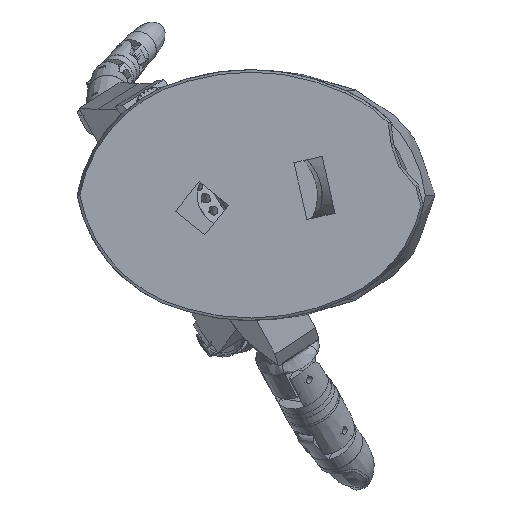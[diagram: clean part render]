
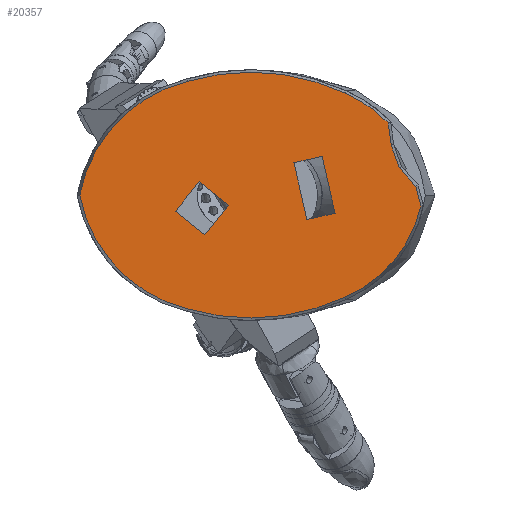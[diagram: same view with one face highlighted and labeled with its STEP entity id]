
A CAD part, front view. The second image highlights one B-rep face of the part: STEP entity #20357.
In plain terms, the highlighted planar face has unit normal (0, -1, 0).
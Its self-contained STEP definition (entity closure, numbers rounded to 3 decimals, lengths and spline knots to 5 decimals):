
#892=CIRCLE('',#22686,0.07534);
#893=CIRCLE('',#22687,0.04918);
#894=CIRCLE('',#22688,0.04918);
#895=CIRCLE('',#22689,0.07534);
#896=CIRCLE('',#22690,0.04381);
#897=CIRCLE('',#22691,0.04381);
#2382=LINE('',#44957,#3774);
#2383=LINE('',#44960,#3775);
#2384=LINE('',#44962,#3776);
#2385=LINE('',#44964,#3777);
#2386=LINE('',#44965,#3778);
#2387=LINE('',#44968,#3779);
#2388=LINE('',#44970,#3780);
#2389=LINE('',#44972,#3781);
#2390=LINE('',#44984,#3782);
#2391=LINE('',#44986,#3783);
#2392=LINE('',#44988,#3784);
#2393=LINE('',#44990,#3785);
#3774=VECTOR('',#27713,1.);
#3775=VECTOR('',#27714,1.);
#3776=VECTOR('',#27715,1.);
#3777=VECTOR('',#27716,1.);
#3778=VECTOR('',#27717,1.);
#3779=VECTOR('',#27718,1.);
#3780=VECTOR('',#27719,1.);
#3781=VECTOR('',#27720,1.);
#3782=VECTOR('',#27731,1.);
#3783=VECTOR('',#27732,1.);
#3784=VECTOR('',#27733,1.);
#3785=VECTOR('',#27734,1.);
#4343=PLANE('',#22685);
#10010=ORIENTED_EDGE('',*,*,#13116,.F.);
#10011=ORIENTED_EDGE('',*,*,#13117,.F.);
#10012=ORIENTED_EDGE('',*,*,#13118,.F.);
#10013=ORIENTED_EDGE('',*,*,#13119,.F.);
#10014=ORIENTED_EDGE('',*,*,#13120,.F.);
#10015=ORIENTED_EDGE('',*,*,#13121,.F.);
#10016=ORIENTED_EDGE('',*,*,#13122,.F.);
#10017=ORIENTED_EDGE('',*,*,#13123,.F.);
#10018=ORIENTED_EDGE('',*,*,#13124,.T.);
#10019=ORIENTED_EDGE('',*,*,#13125,.T.);
#10020=ORIENTED_EDGE('',*,*,#13126,.T.);
#10021=ORIENTED_EDGE('',*,*,#13127,.T.);
#10022=ORIENTED_EDGE('',*,*,#13128,.T.);
#10023=ORIENTED_EDGE('',*,*,#13129,.T.);
#10024=ORIENTED_EDGE('',*,*,#13130,.T.);
#10025=ORIENTED_EDGE('',*,*,#13131,.T.);
#10026=ORIENTED_EDGE('',*,*,#13132,.T.);
#10027=ORIENTED_EDGE('',*,*,#13133,.T.);
#13116=EDGE_CURVE('',#15172,#15173,#2382,.T.);
#13117=EDGE_CURVE('',#15174,#15172,#2383,.T.);
#13118=EDGE_CURVE('',#15175,#15174,#2384,.T.);
#13119=EDGE_CURVE('',#15173,#15175,#2385,.T.);
#13120=EDGE_CURVE('',#15176,#15177,#2386,.T.);
#13121=EDGE_CURVE('',#15178,#15176,#2387,.T.);
#13122=EDGE_CURVE('',#15179,#15178,#2388,.T.);
#13123=EDGE_CURVE('',#15177,#15179,#2389,.T.);
#13124=EDGE_CURVE('',#15180,#15181,#892,.T.);
#13125=EDGE_CURVE('',#15181,#15182,#893,.T.);
#13126=EDGE_CURVE('',#15182,#15183,#894,.T.);
#13127=EDGE_CURVE('',#15183,#15184,#895,.T.);
#13128=EDGE_CURVE('',#15184,#15185,#896,.T.);
#13129=EDGE_CURVE('',#15185,#15186,#2390,.T.);
#13130=EDGE_CURVE('',#15186,#15187,#2391,.T.);
#13131=EDGE_CURVE('',#15187,#15188,#2392,.T.);
#13132=EDGE_CURVE('',#15188,#15189,#2393,.T.);
#13133=EDGE_CURVE('',#15189,#15180,#897,.T.);
#15172=VERTEX_POINT('',#44958);
#15173=VERTEX_POINT('',#44959);
#15174=VERTEX_POINT('',#44961);
#15175=VERTEX_POINT('',#44963);
#15176=VERTEX_POINT('',#44966);
#15177=VERTEX_POINT('',#44967);
#15178=VERTEX_POINT('',#44969);
#15179=VERTEX_POINT('',#44971);
#15180=VERTEX_POINT('',#44974);
#15181=VERTEX_POINT('',#44975);
#15182=VERTEX_POINT('',#44977);
#15183=VERTEX_POINT('',#44979);
#15184=VERTEX_POINT('',#44981);
#15185=VERTEX_POINT('',#44983);
#15186=VERTEX_POINT('',#44985);
#15187=VERTEX_POINT('',#44987);
#15188=VERTEX_POINT('',#44989);
#15189=VERTEX_POINT('',#44991);
#17316=EDGE_LOOP('',(#10010,#10011,#10012,#10013));
#17317=EDGE_LOOP('',(#10014,#10015,#10016,#10017));
#17318=EDGE_LOOP('',(#10018,#10019,#10020,#10021,#10022,#10023,#10024,#10025,
#10026,#10027));
#18842=FACE_BOUND('',#17316,.T.);
#18843=FACE_BOUND('',#17317,.T.);
#18844=FACE_BOUND('',#17318,.T.);
#20357=ADVANCED_FACE('',(#18842,#18843,#18844),#4343,.T.);
#22685=AXIS2_PLACEMENT_3D('',#44956,#27711,#27712);
#22686=AXIS2_PLACEMENT_3D('',#44973,#27721,#27722);
#22687=AXIS2_PLACEMENT_3D('',#44976,#27723,#27724);
#22688=AXIS2_PLACEMENT_3D('',#44978,#27725,#27726);
#22689=AXIS2_PLACEMENT_3D('',#44980,#27727,#27728);
#22690=AXIS2_PLACEMENT_3D('',#44982,#27729,#27730);
#22691=AXIS2_PLACEMENT_3D('',#44992,#27735,#27736);
#27711=DIRECTION('',(0.,-1.,0.));
#27712=DIRECTION('',(-1.,0.,0.));
#27713=DIRECTION('',(-0.626,0.,-0.78));
#27714=DIRECTION('',(-0.78,0.,0.626));
#27715=DIRECTION('',(0.626,0.,0.78));
#27716=DIRECTION('',(0.78,0.,-0.626));
#27717=DIRECTION('',(0.222,0.,-0.975));
#27718=DIRECTION('',(-0.975,0.,-0.222));
#27719=DIRECTION('',(-0.222,0.,0.975));
#27720=DIRECTION('',(0.975,0.,0.222));
#27721=DIRECTION('',(0.,-1.,0.));
#27722=DIRECTION('',(-1.,0.,0.));
#27723=DIRECTION('',(0.,-1.,0.));
#27724=DIRECTION('',(-1.,0.,0.));
#27725=DIRECTION('',(0.,-1.,0.));
#27726=DIRECTION('',(-1.,0.,0.));
#27727=DIRECTION('',(0.,-1.,0.));
#27728=DIRECTION('',(-1.,0.,0.));
#27729=DIRECTION('',(0.,-1.,0.));
#27730=DIRECTION('',(-1.,0.,0.));
#27731=DIRECTION('',(-0.249,0.,0.968));
#27732=DIRECTION('',(-0.664,0.,0.747));
#27733=DIRECTION('',(-0.334,0.,0.943));
#27734=DIRECTION('',(-0.135,0.,0.991));
#27735=DIRECTION('',(0.,-1.,0.));
#27736=DIRECTION('',(-1.,0.,0.));
#44956=CARTESIAN_POINT('',(0.03059,0.02094,0.05728));
#44957=CARTESIAN_POINT('',(0.01125,0.02094,0.07281));
#44958=CARTESIAN_POINT('',(-0.00213,0.02094,0.05615));
#44959=CARTESIAN_POINT('',(-0.01018,0.02094,0.04613));
#44960=CARTESIAN_POINT('',(0.01721,0.02094,0.04062));
#44961=CARTESIAN_POINT('',(0.0079,0.02094,0.0481));
#44962=CARTESIAN_POINT('',(0.02127,0.02094,0.06476));
#44963=CARTESIAN_POINT('',(-0.00015,0.02094,0.03808));
#44964=CARTESIAN_POINT('',(0.00916,0.02094,0.0306));
#44965=CARTESIAN_POINT('',(0.03134,0.02094,0.05745));
#44966=CARTESIAN_POINT('',(0.03016,0.02094,0.06263));
#44967=CARTESIAN_POINT('',(0.03457,0.02094,0.04323));
#44968=CARTESIAN_POINT('',(0.02941,0.02094,0.06246));
#44969=CARTESIAN_POINT('',(0.03975,0.02094,0.06481));
#44970=CARTESIAN_POINT('',(0.04093,0.02094,0.05963));
#44971=CARTESIAN_POINT('',(0.04416,0.02094,0.04541));
#44972=CARTESIAN_POINT('',(0.03382,0.02094,0.04306));
#44973=CARTESIAN_POINT('',(0.01548,0.02094,0.01813));
#44974=CARTESIAN_POINT('',(0.0476,0.02094,0.08628));
#44975=CARTESIAN_POINT('',(-0.00608,0.02094,0.09032));
#44976=CARTESIAN_POINT('',(0.00553,0.02094,0.04253));
#44977=CARTESIAN_POINT('',(-0.0428,0.02094,0.05159));
#44978=CARTESIAN_POINT('',(0.00553,0.02094,0.06065));
#44979=CARTESIAN_POINT('',(-0.00608,0.02094,0.01287));
#44980=CARTESIAN_POINT('',(0.01548,0.02094,0.08506));
#44981=CARTESIAN_POINT('',(0.0476,0.02094,0.01691));
#44982=CARTESIAN_POINT('',(0.03059,0.02094,0.05728));
#44983=CARTESIAN_POINT('',(0.07338,0.02094,0.04789));
#44984=CARTESIAN_POINT('',(0.07159,0.02094,0.05481));
#44985=CARTESIAN_POINT('',(0.07165,0.02094,0.05461));
#44986=CARTESIAN_POINT('',(0.06615,0.02094,0.0608));
#44987=CARTESIAN_POINT('',(0.06603,0.02094,0.06093));
#44988=CARTESIAN_POINT('',(0.0633,0.02094,0.06863));
#44989=CARTESIAN_POINT('',(0.06327,0.02094,0.06872));
#44990=CARTESIAN_POINT('',(0.06222,0.02094,0.07645));
#44991=CARTESIAN_POINT('',(0.06226,0.02094,0.07617));
#44992=CARTESIAN_POINT('',(0.03059,0.02094,0.0459));
